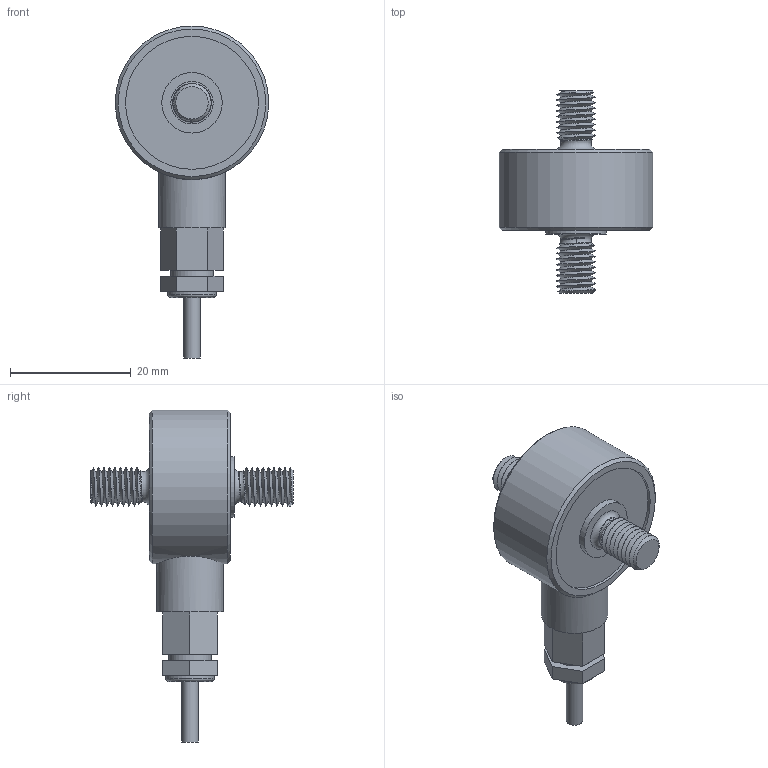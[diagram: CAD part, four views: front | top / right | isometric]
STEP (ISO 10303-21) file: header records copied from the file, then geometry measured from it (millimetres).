
FILE_DESCRIPTION(/* description */ (''),/* implementation_level */ '2;1');
FILE_NAME(/* name */ '247BSWM-(500-1000)lb v1.step',/* time_stamp */ '2020-01-21T14:39:11-08:00',/* author */ (''),/* organization */ (''),/* preprocessor_version */ 'ST-DEVELOPER v18',/* originating_system */ 'Autodesk Translation Framework v8.12.0.6',/* authorisation */ '');
FILE_SCHEMA (('AUTOMOTIVE_DESIGN { 1 0 10303 214 3 1 1 }'));
Length unit declared in the file: millimetre
Products named in the file (1): 247BSWM-(500-1000)lb
Bounding box: 25.4 x 33.5 x 54.9 mm (x, y, z)
Volume: 8740.3 mm3; surface area: 3495.1 mm2
Topology: 1 solids, 1 shells, 65 faces, 174 edges, 121 vertices
Faces by surface type: plane 28, cylinder 25, torus 4, cone 4, bspline 4
Full cylindrical faces by diameter (mm): 2.7 x1, 6.36 x14, 7 x1, 8 x1, 10 x1, 11 x1, 22 x1, 25.4 x1
Entity records: 5033 total; most frequent: CARTESIAN_POINT 3429, ORIENTED_EDGE 348, DIRECTION 293, EDGE_CURVE 174, VERTEX_POINT 121, AXIS2_PLACEMENT_3D 110, EDGE_LOOP 75, LINE 73
